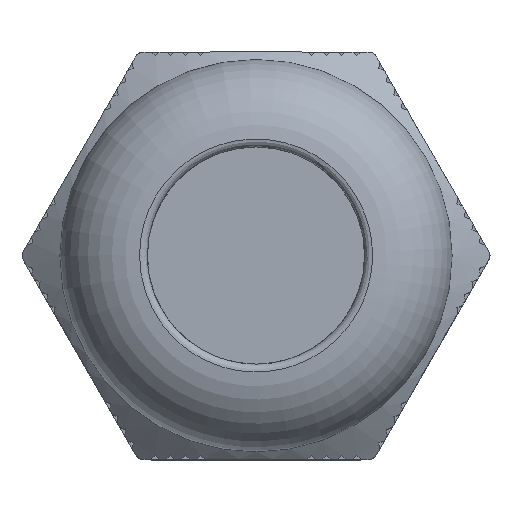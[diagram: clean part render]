
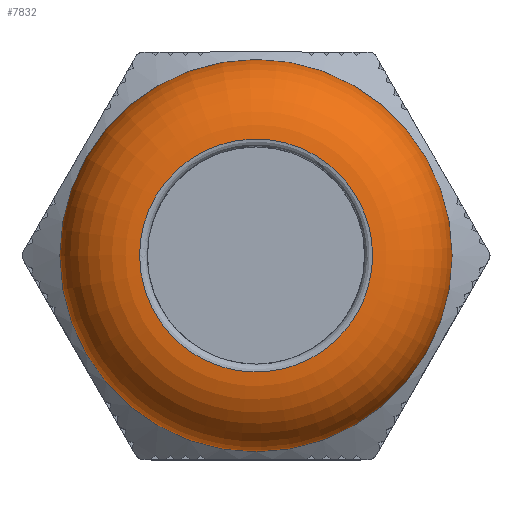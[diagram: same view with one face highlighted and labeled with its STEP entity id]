
A CAD part, top view. The second image highlights one B-rep face of the part: STEP entity #7832.
In plain terms, the highlighted toroidal (fillet/blend) face has major radius 7.5 mm and minor radius 5.5 mm.
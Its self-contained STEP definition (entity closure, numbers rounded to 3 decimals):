
#2803=CARTESIAN_POINT('',(-7.72,0.,32.996));
#2804=VERTEX_POINT('',#2803);
#2814=CARTESIAN_POINT('',(-7.72,0.,32.996));
#2815=CARTESIAN_POINT('',(-7.719,-1.15,32.996));
#2816=CARTESIAN_POINT('',(-7.268,-3.156,32.996));
#2817=CARTESIAN_POINT('',(-5.908,-5.078,32.996));
#2818=CARTESIAN_POINT('',(-4.189,-6.618,32.996));
#2819=CARTESIAN_POINT('',(-1.789,-7.781,32.996));
#2820=CARTESIAN_POINT('',(1.765,-7.786,32.996));
#2821=CARTESIAN_POINT('',(4.97,-6.248,32.996));
#2822=CARTESIAN_POINT('',(7.19,-3.472,32.996));
#2823=CARTESIAN_POINT('',(7.984,-0.007,32.996));
#2824=CARTESIAN_POINT('',(7.283,3.07,32.996));
#2825=CARTESIAN_POINT('',(5.311,5.975,32.996));
#2826=CARTESIAN_POINT('',(2.179,7.787,32.996));
#2827=CARTESIAN_POINT('',(-1.774,7.783,32.996));
#2828=CARTESIAN_POINT('',(-4.975,6.244,32.996));
#2829=CARTESIAN_POINT('',(-7.194,3.467,32.996));
#2830=CARTESIAN_POINT('',(-7.72,1.15,32.996));
#2831=CARTESIAN_POINT('',(-7.72,0.,32.996));
#2832=B_SPLINE_CURVE_WITH_KNOTS('',3,(#2814,#2815,#2816,#2817,#2818,#2819,#2820,#2821,#2822,#2823,#2824,#2825,#2826,#2827,#2828,#2829,#2830,#2831),.UNSPECIFIED.,.T.,.U.,(4,1,1,1,1,1,1,1,1,1,1,1,1,1,1,4),(-4.809,-4.465,-4.208,-4.122,-3.778,-3.435,-3.091,-2.748,-2.404,-2.061,-1.832,-1.374,-1.03,-0.687,-0.343,0.0),.UNSPECIFIED.);
#2833=EDGE_CURVE('',#2804,#2804,#2832,.T.);
#7813=CARTESIAN_POINT('',(0.,0.,27.5));
#7814=DIRECTION('',(0.,0.,-1.0));
#7815=DIRECTION('',(-1.0,0.0,0.0));
#7816=AXIS2_PLACEMENT_3D('',#7813,#7814,#7815);
#7817=TOROIDAL_SURFACE('',#7816,7.5,5.5);
#7818=CARTESIAN_POINT('',(13.0,0.,27.5));
#7819=VERTEX_POINT('',#7818);
#7820=CARTESIAN_POINT('',(0.,0.,27.5));
#7821=DIRECTION('',(0.0,0.0,1.0));
#7822=DIRECTION('',(-1.0,0.0,0.0));
#7823=AXIS2_PLACEMENT_3D('',#7820,#7821,#7822);
#7824=CIRCLE('',#7823,13.0);
#7825=EDGE_CURVE('',#7819,#7819,#7824,.T.);
#7826=ORIENTED_EDGE('',*,*,#7825,.T.);
#7827=EDGE_LOOP('',(#7826));
#7828=FACE_OUTER_BOUND('',#7827,.T.);
#7829=ORIENTED_EDGE('',*,*,#2833,.F.);
#7830=EDGE_LOOP('',(#7829));
#7831=FACE_BOUND('',#7830,.T.);
#7832=ADVANCED_FACE('',(#7828,#7831),#7817,.T.);
